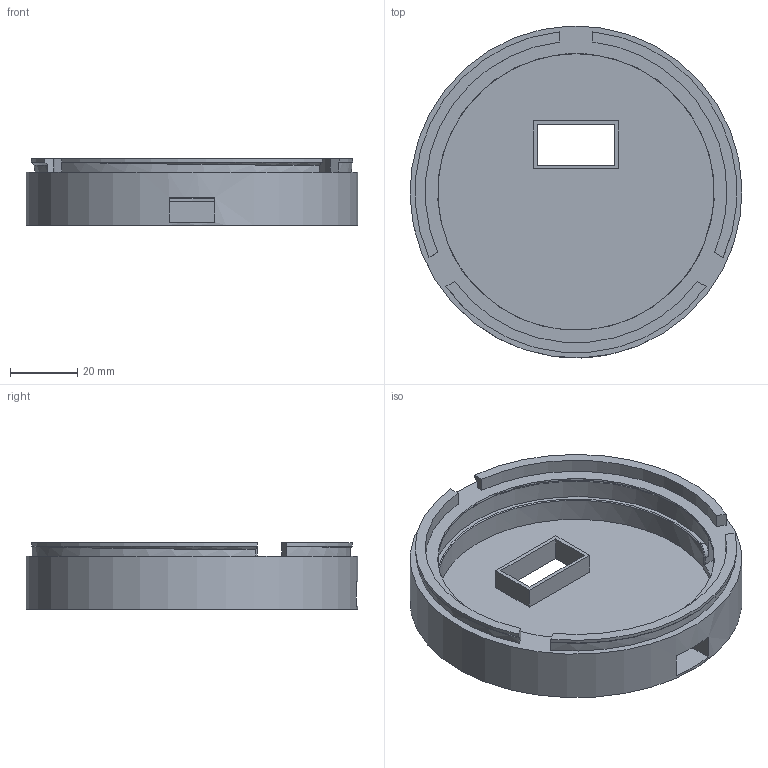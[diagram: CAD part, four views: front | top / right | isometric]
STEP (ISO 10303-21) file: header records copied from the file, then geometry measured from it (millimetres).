
FILE_DESCRIPTION(('FreeCAD Model'),'2;1');
FILE_NAME('Open CASCADE Shape Model','2025-09-25T22:14:19',(''),(''), 'Open CASCADE STEP processor 7.7','FreeCAD','Unknown');
FILE_SCHEMA(('AUTOMOTIVE_DESIGN { 1 0 10303 214 1 1 1 1 }'));
Length unit declared in the file: millimetre
Products named in the file (1): base
Bounding box: 98.36 x 98.36 x 19.76 mm (x, y, z)
Volume: 41166 mm3; surface area: 27450.2 mm2
Topology: 1 solids, 1 shells, 65 faces, 178 edges, 120 vertices
Faces by surface type: plane 34, cylinder 18, cone 6, bspline 4, torus 3
Full cylindrical faces by diameter (mm): 82 x1, 84.9 x1, 98.41 x1
Entity records: 2653 total; most frequent: CARTESIAN_POINT 973, ORIENTED_EDGE 356, DIRECTION 341, EDGE_CURVE 178, AXIS2_PLACEMENT_3D 128, VERTEX_POINT 120, LINE 85, VECTOR 85
